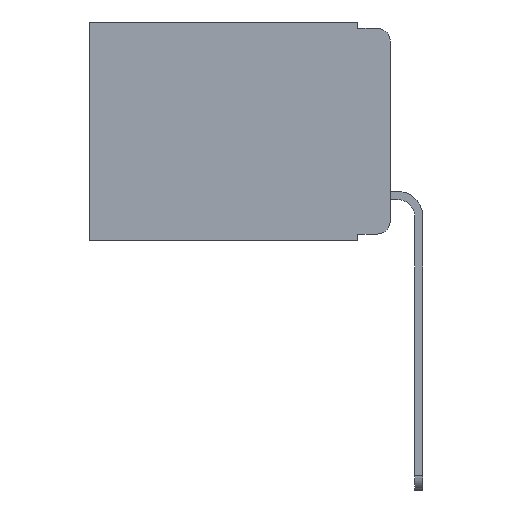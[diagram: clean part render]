
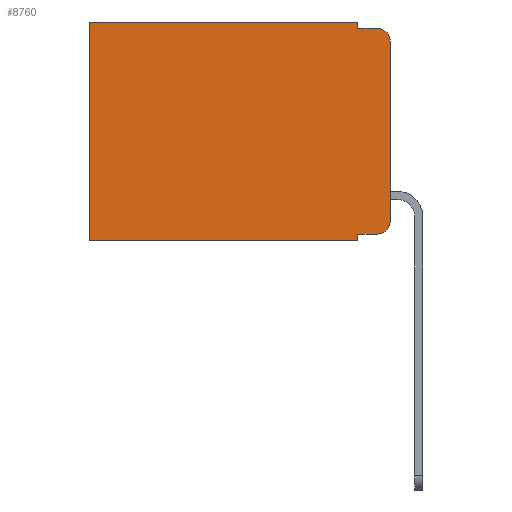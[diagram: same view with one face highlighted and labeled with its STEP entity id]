
A CAD part, left-side view. The second image highlights one B-rep face of the part: STEP entity #8760.
In plain terms, the highlighted planar face has unit normal (-1, 0, 0).
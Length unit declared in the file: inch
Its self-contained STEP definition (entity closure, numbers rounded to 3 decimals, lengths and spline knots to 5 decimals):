
#8 = CIRCLE ( 'NONE', #19130, 0.02 ) ;
#67 = VECTOR ( 'NONE', #19919, 39.37008 ) ;
#174 = VERTEX_POINT ( 'NONE', #18142 ) ;
#242 = VECTOR ( 'NONE', #13847, 39.37008 ) ;
#318 = LINE ( 'NONE', #17275, #16723 ) ;
#509 = CARTESIAN_POINT ( 'NONE',  ( 0.298, 0.02, -0.313 ) ) ;
#835 = AXIS2_PLACEMENT_3D ( 'NONE', #15628, #3063, #1309 ) ;
#1206 = CARTESIAN_POINT ( 'NONE',  ( 0.298, 0.051, -0.333 ) ) ;
#1309 = DIRECTION ( 'NONE',  ( 0., 0., -1. ) ) ;
#1410 = DIRECTION ( 'NONE',  ( 0., 1., 0. ) ) ;
#3063 = DIRECTION ( 'NONE',  ( -1., 0., 0. ) ) ;
#3071 = VECTOR ( 'NONE', #13669, 39.37008 ) ;
#3415 = VECTOR ( 'NONE', #10326, 39.37008 ) ;
#4055 = CARTESIAN_POINT ( 'NONE',  ( 0.298, 0., -0.313 ) ) ;
#4283 = PLANE ( 'NONE',  #22232 ) ;
#4774 = VERTEX_POINT ( 'NONE', #8660 ) ;
#4867 = EDGE_CURVE ( 'NONE', #16304, #19221, #15828, .T. ) ;
#4940 = CARTESIAN_POINT ( 'NONE',  ( 0.298, 0.02, -0.333 ) ) ;
#5272 = CARTESIAN_POINT ( 'NONE',  ( 0.298, 0.473, 0. ) ) ;
#5412 = VECTOR ( 'NONE', #14738, 39.37008 ) ;
#5586 = DIRECTION ( 'NONE',  ( 0., 0., -1. ) ) ;
#5853 = CARTESIAN_POINT ( 'NONE',  ( 0.298, 0.051, 0. ) ) ;
#5871 = ORIENTED_EDGE ( 'NONE', *, *, #20859, .T. ) ;
#6383 = VERTEX_POINT ( 'NONE', #13173 ) ;
#6993 = CARTESIAN_POINT ( 'NONE',  ( 0.298, 0.051, -0.01 ) ) ;
#7030 = CARTESIAN_POINT ( 'NONE',  ( 0.298, 0.051, -0.01 ) ) ;
#7637 = ORIENTED_EDGE ( 'NONE', *, *, #23017, .T. ) ;
#8202 = EDGE_CURVE ( 'NONE', #174, #20425, #10274, .T. ) ;
#8416 = LINE ( 'NONE', #7030, #3071 ) ;
#8660 = CARTESIAN_POINT ( 'NONE',  ( 0.298, 0.051, 0. ) ) ;
#8760 = ADVANCED_FACE ( 'NONE', ( #14250 ), #4283, .F. ) ;
#9241 = ORIENTED_EDGE ( 'NONE', *, *, #10126, .F. ) ;
#9770 = EDGE_LOOP ( 'NONE', ( #9942, #13664, #11987, #19231, #15460, #12719, #9241, #11620, #7637, #5871 ) ) ;
#9942 = ORIENTED_EDGE ( 'NONE', *, *, #8202, .F. ) ;
#10126 = EDGE_CURVE ( 'NONE', #6383, #19221, #17839, .T. ) ;
#10274 = LINE ( 'NONE', #14464, #67 ) ;
#10291 = CARTESIAN_POINT ( 'NONE',  ( 0.298, 0.02, -0.01 ) ) ;
#10326 = DIRECTION ( 'NONE',  ( 0., 0., -1. ) ) ;
#10337 = EDGE_CURVE ( 'NONE', #23208, #6383, #11566, .T. ) ;
#10449 = EDGE_CURVE ( 'NONE', #174, #13045, #10455, .T. ) ;
#10455 = CIRCLE ( 'NONE', #835, 0.02 ) ;
#10679 = VERTEX_POINT ( 'NONE', #4940 ) ;
#11336 = CARTESIAN_POINT ( 'NONE',  ( 0.298, 0.473, -0.343 ) ) ;
#11345 = EDGE_CURVE ( 'NONE', #12766, #13045, #8416, .T. ) ;
#11429 = CARTESIAN_POINT ( 'NONE',  ( 0.298, 0., -0.343 ) ) ;
#11566 = LINE ( 'NONE', #15974, #3415 ) ;
#11620 = ORIENTED_EDGE ( 'NONE', *, *, #10337, .F. ) ;
#11987 = ORIENTED_EDGE ( 'NONE', *, *, #11345, .F. ) ;
#12719 = ORIENTED_EDGE ( 'NONE', *, *, #4867, .T. ) ;
#12766 = VERTEX_POINT ( 'NONE', #6993 ) ;
#13045 = VERTEX_POINT ( 'NONE', #10291 ) ;
#13173 = CARTESIAN_POINT ( 'NONE',  ( 0.298, 0.051, -0.343 ) ) ;
#13557 = EDGE_CURVE ( 'NONE', #4774, #16304, #318, .T. ) ;
#13664 = ORIENTED_EDGE ( 'NONE', *, *, #10449, .T. ) ;
#13669 = DIRECTION ( 'NONE',  ( 0., -1., 0. ) ) ;
#13847 = DIRECTION ( 'NONE',  ( 0., 1., 0. ) ) ;
#13968 = CARTESIAN_POINT ( 'NONE',  ( 0.298, 0.473, 0. ) ) ;
#14175 = DIRECTION ( 'NONE',  ( 0., -1., 0. ) ) ;
#14250 = FACE_OUTER_BOUND ( 'NONE', #9770, .T. ) ;
#14464 = CARTESIAN_POINT ( 'NONE',  ( 0.298, 0., 0. ) ) ;
#14684 = DIRECTION ( 'NONE',  ( -1., 0., 0. ) ) ;
#14738 = DIRECTION ( 'NONE',  ( 0., 0., -1. ) ) ;
#15191 = DIRECTION ( 'NONE',  ( 0., 0., -1. ) ) ;
#15460 = ORIENTED_EDGE ( 'NONE', *, *, #13557, .T. ) ;
#15628 = CARTESIAN_POINT ( 'NONE',  ( 0.298, 0.02, -0.03 ) ) ;
#15828 = LINE ( 'NONE', #5272, #20826 ) ;
#15974 = CARTESIAN_POINT ( 'NONE',  ( 0.298, 0.051, 0. ) ) ;
#16304 = VERTEX_POINT ( 'NONE', #13968 ) ;
#16723 = VECTOR ( 'NONE', #1410, 39.37008 ) ;
#16912 = CARTESIAN_POINT ( 'NONE',  ( 0.298, 0., 0. ) ) ;
#17275 = CARTESIAN_POINT ( 'NONE',  ( 0.298, 0., 0. ) ) ;
#17839 = LINE ( 'NONE', #11429, #242 ) ;
#18142 = CARTESIAN_POINT ( 'NONE',  ( 0.298, 0., -0.03 ) ) ;
#18516 = CARTESIAN_POINT ( 'NONE',  ( 0.298, 0.051, -0.333 ) ) ;
#18578 = VECTOR ( 'NONE', #14175, 39.37008 ) ;
#19130 = AXIS2_PLACEMENT_3D ( 'NONE', #509, #14684, #5586 ) ;
#19221 = VERTEX_POINT ( 'NONE', #11336 ) ;
#19231 = ORIENTED_EDGE ( 'NONE', *, *, #21026, .F. ) ;
#19541 = LINE ( 'NONE', #5853, #5412 ) ;
#19919 = DIRECTION ( 'NONE',  ( 0., 0., -1. ) ) ;
#20425 = VERTEX_POINT ( 'NONE', #4055 ) ;
#20504 = DIRECTION ( 'NONE',  ( 1., 0., 0. ) ) ;
#20826 = VECTOR ( 'NONE', #23281, 39.37008 ) ;
#20859 = EDGE_CURVE ( 'NONE', #10679, #20425, #8, .T. ) ;
#21026 = EDGE_CURVE ( 'NONE', #4774, #12766, #19541, .T. ) ;
#21413 = LINE ( 'NONE', #1206, #18578 ) ;
#22232 = AXIS2_PLACEMENT_3D ( 'NONE', #16912, #20504, #15191 ) ;
#23017 = EDGE_CURVE ( 'NONE', #23208, #10679, #21413, .T. ) ;
#23208 = VERTEX_POINT ( 'NONE', #18516 ) ;
#23281 = DIRECTION ( 'NONE',  ( 0., 0., -1. ) ) ;
